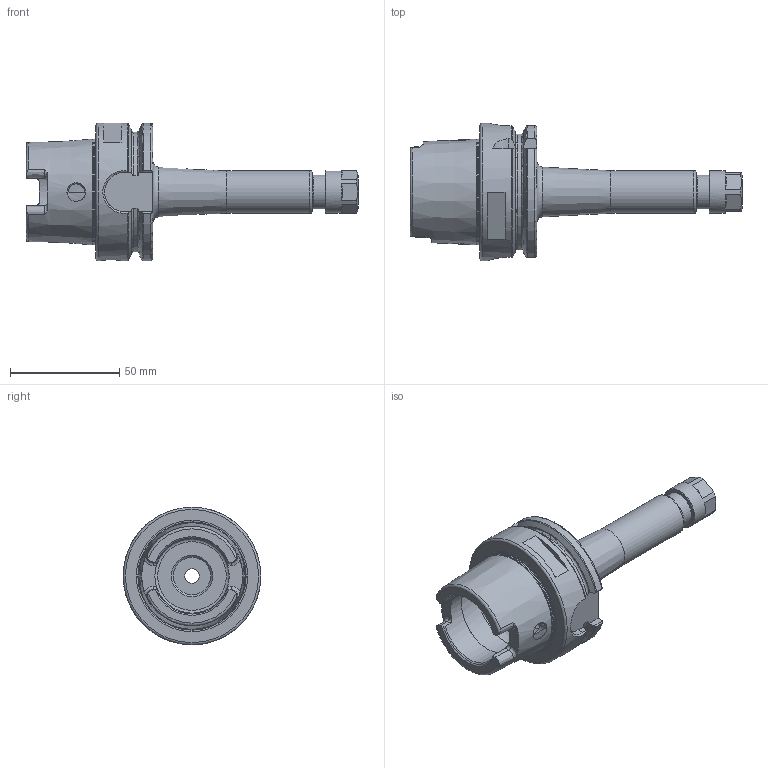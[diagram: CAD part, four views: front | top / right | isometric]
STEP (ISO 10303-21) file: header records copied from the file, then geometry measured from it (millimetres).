
FILE_DESCRIPTION(/* description */ (''),/* implementation_level */ '2;1');
FILE_NAME(/* name */ 'HSK063A-SX06-120.stp',/* time_stamp */ '2019-06-20T11:07:51-05:00',/* author */ ('ldfli'),/* organization */ (''),/* preprocessor_version */ 'ST-DEVELOPER v18',/* originating_system */ 'Autodesk Inventor LT',/* authorisation */ '');
FILE_SCHEMA (('AUTOMOTIVE_DESIGN { 1 0 10303 214 3 1 1 }'));
Length unit declared in the file: millimetre
Products named in the file (1): HSK063A-SX06-120
Bounding box: 152 x 63 x 63 mm (x, y, z)
Volume: 105478 mm3; surface area: 31449.6 mm2
Topology: 2 solids, 2 shells, 172 faces, 502 edges, 346 vertices
Faces by surface type: plane 65, cone 33, cylinder 33, torus 28, bspline 13
Full cylindrical faces by diameter (mm): 6.647 x1, 7.5 x2, 8.2 x1, 8.8 x1, 10 x1, 11 x1, 14 x1, 14.5 x1, 15.5 x1, 15.8 x1, 16.2 x1, 17 x1, 19 x1, 19.5 x2, 34 x2, 40 x1, 48.241 x1, 63 x1
Entity records: 7282 total; most frequent: CARTESIAN_POINT 2782, ORIENTED_EDGE 1008, DIRECTION 895, EDGE_CURVE 504, AXIS2_PLACEMENT_3D 380, VERTEX_POINT 348, CIRCLE 221, EDGE_LOOP 190
